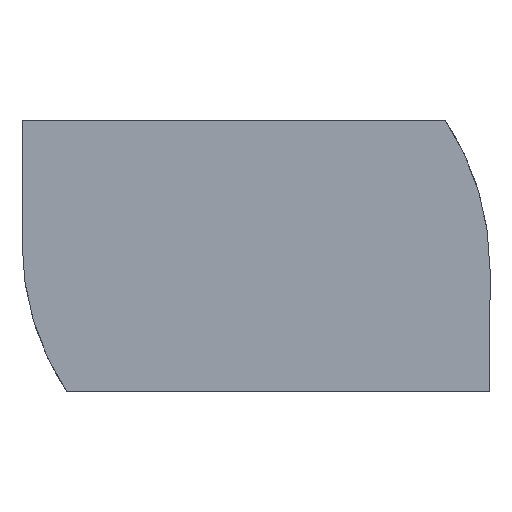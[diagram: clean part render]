
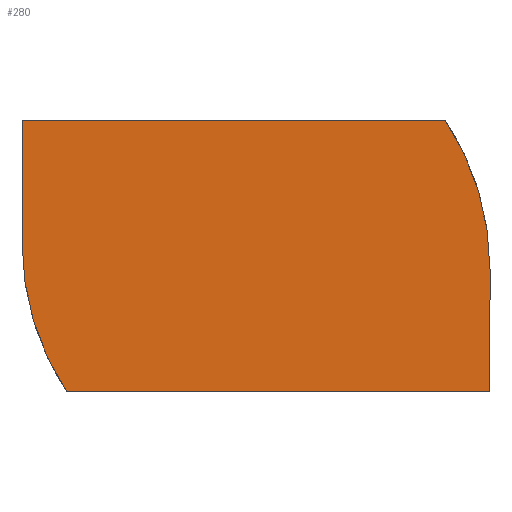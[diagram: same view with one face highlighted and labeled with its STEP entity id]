
A CAD part, front view. The second image highlights one B-rep face of the part: STEP entity #280.
In plain terms, the highlighted planar face has unit normal (0, -1, 0).
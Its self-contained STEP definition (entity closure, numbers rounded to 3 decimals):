
#24 = AXIS2_PLACEMENT_3D ( 'NONE', #92, #1704, #2817 ) ;
#92 = CARTESIAN_POINT ( 'NONE',  ( -2.75, 0., -1. ) ) ;
#103 = FACE_OUTER_BOUND ( 'NONE', #1557, .T. ) ;
#208 = VERTEX_POINT ( 'NONE', #2306 ) ;
#248 = EDGE_CURVE ( 'NONE', #208, #1179, #1611, .T. ) ;
#257 = EDGE_CURVE ( 'NONE', #1049, #2957, #1857, .T. ) ;
#280 = ADVANCED_FACE ( 'NONE', ( #103 ), #1242, .T. ) ;
#351 = CARTESIAN_POINT ( 'NONE',  ( -17.25, 0., 10. ) ) ;
#365 = ORIENTED_EDGE ( 'NONE', *, *, #1582, .F. ) ;
#572 = CARTESIAN_POINT ( 'NONE',  ( 2.75, 0., 1. ) ) ;
#796 = CARTESIAN_POINT ( 'NONE',  ( 2.75, 0., 1. ) ) ;
#802 = CARTESIAN_POINT ( 'NONE',  ( -17.25, 0., 10. ) ) ;
#902 = VECTOR ( 'NONE', #1028, 1000. ) ;
#926 = CARTESIAN_POINT ( 'NONE',  ( 17.25, 0., -1. ) ) ;
#1028 = DIRECTION ( 'NONE',  ( 0., 0., 1. ) ) ;
#1049 = VERTEX_POINT ( 'NONE', #1448 ) ;
#1179 = VERTEX_POINT ( 'NONE', #2683 ) ;
#1201 = CARTESIAN_POINT ( 'NONE',  ( -17.25, 0., 1. ) ) ;
#1235 = AXIS2_PLACEMENT_3D ( 'NONE', #572, #1676, #1905 ) ;
#1242 = PLANE ( 'NONE',  #2377 ) ;
#1271 = DIRECTION ( 'NONE',  ( 0., -1., 0. ) ) ;
#1355 = DIRECTION ( 'NONE',  ( 0., 0., -1. ) ) ;
#1373 = CARTESIAN_POINT ( 'NONE',  ( -17.25, 0., 10. ) ) ;
#1432 = DIRECTION ( 'NONE',  ( -1., 0., 0. ) ) ;
#1448 = CARTESIAN_POINT ( 'NONE',  ( -13.953, 0., -10. ) ) ;
#1557 = EDGE_LOOP ( 'NONE', ( #2769, #1815, #365, #1609, #2832, #2659 ) ) ;
#1582 = EDGE_CURVE ( 'NONE', #1715, #208, #1991, .T. ) ;
#1609 = ORIENTED_EDGE ( 'NONE', *, *, #2781, .F. ) ;
#1611 = CIRCLE ( 'NONE', #24, 20. ) ;
#1676 = DIRECTION ( 'NONE',  ( 0., 1., 0. ) ) ;
#1682 = EDGE_CURVE ( 'NONE', #1179, #1719, #2513, .T. ) ;
#1691 = DIRECTION ( 'NONE',  ( 0., 0., -1. ) ) ;
#1704 = DIRECTION ( 'NONE',  ( 0., 1., 0. ) ) ;
#1715 = VERTEX_POINT ( 'NONE', #1373 ) ;
#1719 = VERTEX_POINT ( 'NONE', #2760 ) ;
#1752 = DIRECTION ( 'NONE',  ( 1., 0., 0. ) ) ;
#1815 = ORIENTED_EDGE ( 'NONE', *, *, #248, .F. ) ;
#1857 = CIRCLE ( 'NONE', #1235, 20. ) ;
#1905 = DIRECTION ( 'NONE',  ( 0., 0., -1. ) ) ;
#1935 = LINE ( 'NONE', #2118, #2529 ) ;
#1991 = LINE ( 'NONE', #802, #2326 ) ;
#2118 = CARTESIAN_POINT ( 'NONE',  ( -13.953, 0., -10. ) ) ;
#2178 = LINE ( 'NONE', #351, #902 ) ;
#2234 = VECTOR ( 'NONE', #1355, 1000. ) ;
#2306 = CARTESIAN_POINT ( 'NONE',  ( 13.953, 0., 10. ) ) ;
#2326 = VECTOR ( 'NONE', #1752, 1000. ) ;
#2377 = AXIS2_PLACEMENT_3D ( 'NONE', #796, #1271, #1691 ) ;
#2513 = LINE ( 'NONE', #926, #2234 ) ;
#2529 = VECTOR ( 'NONE', #1432, 1000. ) ;
#2545 = EDGE_CURVE ( 'NONE', #1719, #1049, #1935, .T. ) ;
#2659 = ORIENTED_EDGE ( 'NONE', *, *, #2545, .F. ) ;
#2683 = CARTESIAN_POINT ( 'NONE',  ( 17.25, 0., -1. ) ) ;
#2760 = CARTESIAN_POINT ( 'NONE',  ( 17.25, 0., -10. ) ) ;
#2769 = ORIENTED_EDGE ( 'NONE', *, *, #1682, .F. ) ;
#2781 = EDGE_CURVE ( 'NONE', #2957, #1715, #2178, .T. ) ;
#2817 = DIRECTION ( 'NONE',  ( 0., 0., -1. ) ) ;
#2832 = ORIENTED_EDGE ( 'NONE', *, *, #257, .F. ) ;
#2957 = VERTEX_POINT ( 'NONE', #1201 ) ;
